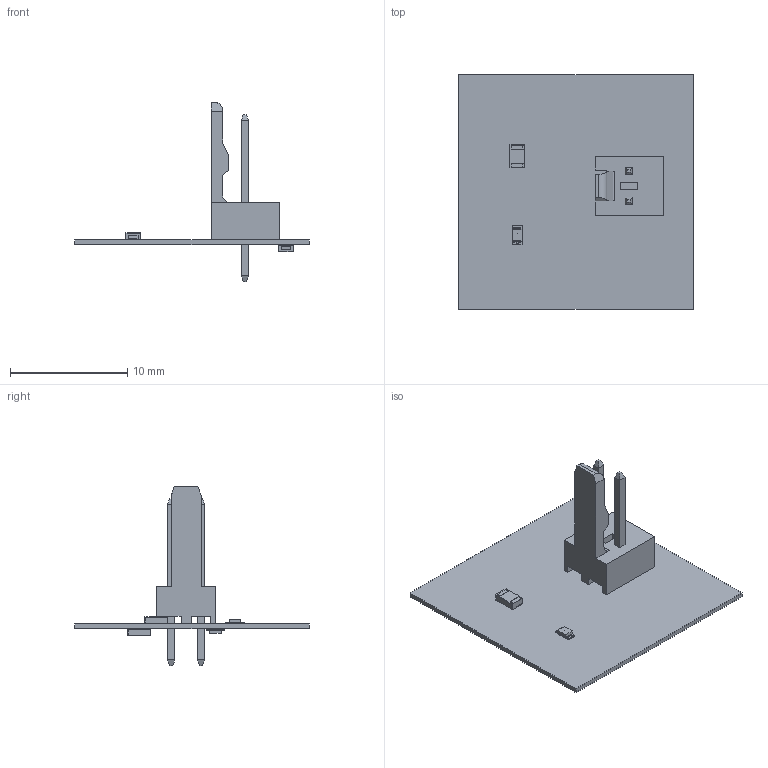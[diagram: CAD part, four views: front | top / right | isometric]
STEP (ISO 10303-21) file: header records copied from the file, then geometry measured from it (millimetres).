
FILE_DESCRIPTION(('Open CASCADE Model'),'2;1');
FILE_NAME('Open CASCADE Shape Model','2023-02-22T18:07:54',('Author'),( 'Open CASCADE'),'Open CASCADE STEP processor 6.8','Open CASCADE 6.8' ,'Unknown');
FILE_SCHEMA(('AUTOMOTIVE_DESIGN { 1 0 10303 214 1 1 1 1 }'));
Length unit declared in the file: millimetre
Products named in the file (11): PCB; Board; Open CASCADE STEP translator 6.8 6.1.1; R2; User_Library-CR2012-0805; D2; User_Library-SMD_LED_0603; R1; J1; 22272021--3DModel-STEP-269445; D1
Assembly tree (12 placements, depth 3):
  PCB
    Board
      Open CASCADE STEP translator 6.8 6.1.1
    R2
      User_Library-CR2012-0805
    D2
      User_Library-SMD_LED_0603
    R1
      User_Library-CR2012-0805
    J1
      22272021--3DModel-STEP-269445
    D1
      User_Library-SMD_LED_0603
Bounding box: 20 x 20 x 15.26 mm (x, y, z)
Volume: 279.1 mm3; surface area: 1158.2 mm2
Topology: 34 solids, 34 shells, 388 faces, 876 edges, 552 vertices
Faces by surface type: plane 326, cylinder 34, sphere 16, bspline 8, torus 4
Entity records: 8192 total; most frequent: CARTESIAN_POINT 1796, ORIENTED_EDGE 1036, DIRECTION 1027, EDGE_CURVE 518, LINE 465, VECTOR 465, VERTEX_POINT 332, AXIS2_PLACEMENT_3D 281
